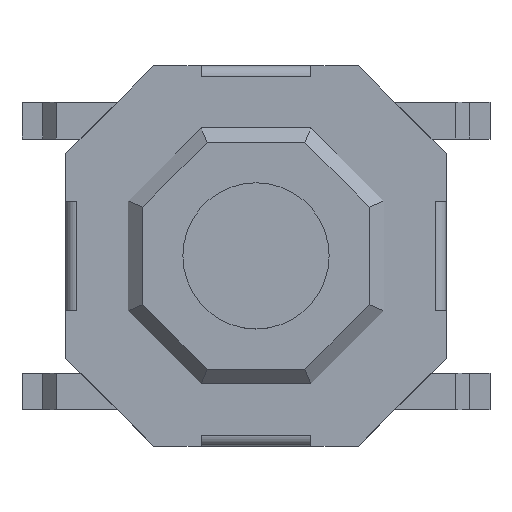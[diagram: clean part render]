
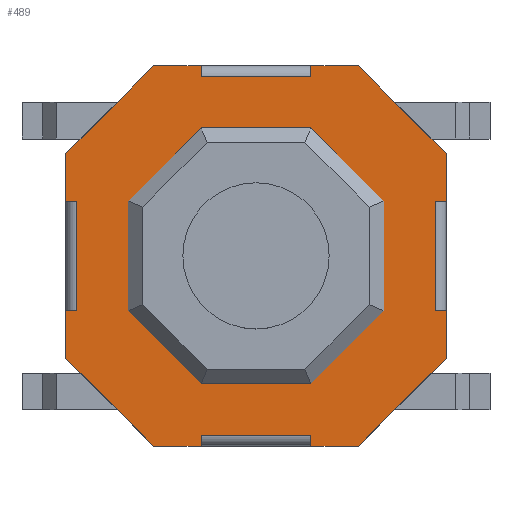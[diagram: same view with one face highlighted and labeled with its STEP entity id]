
A CAD part, top view. The second image highlights one B-rep face of the part: STEP entity #489.
In plain terms, the highlighted planar face has unit normal (0, 0, 1).
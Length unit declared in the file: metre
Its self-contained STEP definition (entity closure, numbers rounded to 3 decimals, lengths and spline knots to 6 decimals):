
#489=ADVANCED_FACE('0:1319',(#775,#776),#777,.F.);
#775=FACE_OUTER_BOUND('',#1143,.T.);
#776=FACE_BOUND('',#1144,.T.);
#777=PLANE('',#1145);
#1143=EDGE_LOOP('',(#1851,#1852,#1853,#1854,#1855,#1856,#1857,#1858,#1859,#1860,#1861,#1862,#1863,#1864,#1865,#1866,#1867,#1868,#1869,#1870,#1871,#1872,#1873,#1874));
#1144=EDGE_LOOP('',(#1875,#1876,#1877,#1878,#1879,#1880,#1881,#1882));
#1145=AXIS2_PLACEMENT_3D('',#1883,#1884,#1885);
#1851=ORIENTED_EDGE('',*,*,#2608,.T.);
#1852=ORIENTED_EDGE('',*,*,#2609,.T.);
#1853=ORIENTED_EDGE('',*,*,#2610,.T.);
#1854=ORIENTED_EDGE('',*,*,#2611,.T.);
#1855=ORIENTED_EDGE('',*,*,#2612,.T.);
#1856=ORIENTED_EDGE('',*,*,#2613,.T.);
#1857=ORIENTED_EDGE('',*,*,#2614,.T.);
#1858=ORIENTED_EDGE('',*,*,#2615,.T.);
#1859=ORIENTED_EDGE('',*,*,#2616,.T.);
#1860=ORIENTED_EDGE('',*,*,#2617,.T.);
#1861=ORIENTED_EDGE('',*,*,#2618,.T.);
#1862=ORIENTED_EDGE('',*,*,#2619,.T.);
#1863=ORIENTED_EDGE('',*,*,#2620,.T.);
#1864=ORIENTED_EDGE('',*,*,#2621,.T.);
#1865=ORIENTED_EDGE('',*,*,#2622,.T.);
#1866=ORIENTED_EDGE('',*,*,#2623,.T.);
#1867=ORIENTED_EDGE('',*,*,#2624,.T.);
#1868=ORIENTED_EDGE('',*,*,#2625,.T.);
#1869=ORIENTED_EDGE('',*,*,#2626,.T.);
#1870=ORIENTED_EDGE('',*,*,#2627,.T.);
#1871=ORIENTED_EDGE('',*,*,#2628,.T.);
#1872=ORIENTED_EDGE('',*,*,#2629,.T.);
#1873=ORIENTED_EDGE('',*,*,#2630,.T.);
#1874=ORIENTED_EDGE('',*,*,#2631,.T.);
#1875=ORIENTED_EDGE('',*,*,#2632,.F.);
#1876=ORIENTED_EDGE('',*,*,#2633,.F.);
#1877=ORIENTED_EDGE('',*,*,#2634,.F.);
#1878=ORIENTED_EDGE('',*,*,#2635,.F.);
#1879=ORIENTED_EDGE('',*,*,#2636,.F.);
#1880=ORIENTED_EDGE('',*,*,#2637,.F.);
#1881=ORIENTED_EDGE('',*,*,#2638,.F.);
#1882=ORIENTED_EDGE('',*,*,#2639,.F.);
#1883=CARTESIAN_POINT('',(0.0,0.0,0.0001));
#1884=DIRECTION('',(0.0,0.0,-1.0));
#1885=DIRECTION('',(0.0,-1.0,0.0));
#2608=EDGE_CURVE('0:2093',#4032,#4033,#4034,.T.);
#2609=EDGE_CURVE('0:2096',#4033,#4035,#4036,.T.);
#2610=EDGE_CURVE('0:2099',#4035,#4037,#4038,.T.);
#2611=EDGE_CURVE('0:2102',#4037,#4039,#4040,.T.);
#2612=EDGE_CURVE('0:2105',#4039,#4041,#4042,.T.);
#2613=EDGE_CURVE('0:2108',#4041,#4043,#4044,.T.);
#2614=EDGE_CURVE('0:2111',#4043,#4045,#4046,.T.);
#2615=EDGE_CURVE('0:2114',#4045,#4047,#4048,.T.);
#2616=EDGE_CURVE('0:2117',#4047,#4049,#4050,.T.);
#2617=EDGE_CURVE('0:2120',#4049,#4051,#4052,.T.);
#2618=EDGE_CURVE('0:2123',#4051,#4053,#4054,.T.);
#2619=EDGE_CURVE('0:2126',#4053,#4055,#4056,.T.);
#2620=EDGE_CURVE('0:2129',#4055,#4057,#4058,.T.);
#2621=EDGE_CURVE('0:2132',#4057,#4059,#4060,.T.);
#2622=EDGE_CURVE('0:2135',#4059,#4061,#4062,.T.);
#2623=EDGE_CURVE('0:2138',#4061,#4063,#4064,.T.);
#2624=EDGE_CURVE('0:2141',#4063,#4065,#4066,.T.);
#2625=EDGE_CURVE('0:2144',#4065,#4067,#4068,.T.);
#2626=EDGE_CURVE('0:2147',#4067,#4069,#4070,.T.);
#2627=EDGE_CURVE('0:2150',#4069,#4071,#4072,.T.);
#2628=EDGE_CURVE('0:2153',#4071,#4073,#4074,.T.);
#2629=EDGE_CURVE('0:2156',#4073,#4075,#4076,.T.);
#2630=EDGE_CURVE('0:2159',#4075,#4077,#4078,.T.);
#2631=EDGE_CURVE('0:2162',#4077,#4032,#4079,.T.);
#2632=EDGE_CURVE('0:2330',#4080,#4081,#4082,.T.);
#2633=EDGE_CURVE('0:2333',#4083,#4080,#4084,.T.);
#2634=EDGE_CURVE('0:2336',#4085,#4083,#4086,.T.);
#2635=EDGE_CURVE('0:2339',#4087,#4085,#4088,.T.);
#2636=EDGE_CURVE('0:2342',#4089,#4087,#4090,.T.);
#2637=EDGE_CURVE('0:2345',#4091,#4089,#4092,.T.);
#2638=EDGE_CURVE('0:2348',#4093,#4091,#4094,.T.);
#2639=EDGE_CURVE('0:2351',#4081,#4093,#4095,.T.);
#4032=VERTEX_POINT('NONE',#4860);
#4033=VERTEX_POINT('NONE',#4861);
#4034=LINE('',#4862,#4863);
#4035=VERTEX_POINT('NONE',#4864);
#4036=LINE('',#4865,#4866);
#4037=VERTEX_POINT('NONE',#4867);
#4038=LINE('',#4868,#4869);
#4039=VERTEX_POINT('NONE',#4870);
#4040=LINE('',#4871,#4872);
#4041=VERTEX_POINT('NONE',#4873);
#4042=LINE('',#4874,#4875);
#4043=VERTEX_POINT('NONE',#4876);
#4044=LINE('',#4877,#4878);
#4045=VERTEX_POINT('NONE',#4879);
#4046=LINE('',#4880,#4881);
#4047=VERTEX_POINT('NONE',#4882);
#4048=LINE('',#4883,#4884);
#4049=VERTEX_POINT('NONE',#4885);
#4050=LINE('',#4886,#4887);
#4051=VERTEX_POINT('NONE',#4888);
#4052=LINE('',#4889,#4890);
#4053=VERTEX_POINT('NONE',#4891);
#4054=LINE('',#4892,#4893);
#4055=VERTEX_POINT('NONE',#4894);
#4056=LINE('',#4895,#4896);
#4057=VERTEX_POINT('NONE',#4897);
#4058=LINE('',#4898,#4899);
#4059=VERTEX_POINT('NONE',#4900);
#4060=LINE('',#4901,#4902);
#4061=VERTEX_POINT('NONE',#4903);
#4062=LINE('',#4904,#4905);
#4063=VERTEX_POINT('NONE',#4906);
#4064=LINE('',#4907,#4908);
#4065=VERTEX_POINT('NONE',#4909);
#4066=LINE('',#4910,#4911);
#4067=VERTEX_POINT('NONE',#4912);
#4068=LINE('',#4913,#4914);
#4069=VERTEX_POINT('NONE',#4915);
#4070=LINE('',#4916,#4917);
#4071=VERTEX_POINT('NONE',#4918);
#4072=LINE('',#4919,#4920);
#4073=VERTEX_POINT('NONE',#4921);
#4074=LINE('',#4922,#4923);
#4075=VERTEX_POINT('NONE',#4924);
#4076=LINE('',#4925,#4926);
#4077=VERTEX_POINT('NONE',#4927);
#4078=LINE('',#4928,#4929);
#4079=LINE('',#4930,#4931);
#4080=VERTEX_POINT('NONE',#4932);
#4081=VERTEX_POINT('NONE',#4933);
#4082=LINE('',#4934,#4935);
#4083=VERTEX_POINT('NONE',#4936);
#4084=LINE('',#4937,#4938);
#4085=VERTEX_POINT('NONE',#4939);
#4086=LINE('',#4940,#4941);
#4087=VERTEX_POINT('NONE',#4942);
#4088=LINE('',#4943,#4944);
#4089=VERTEX_POINT('NONE',#4945);
#4090=LINE('',#4946,#4947);
#4091=VERTEX_POINT('NONE',#4948);
#4092=LINE('',#4949,#4950);
#4093=VERTEX_POINT('NONE',#4951);
#4094=LINE('',#4952,#4953);
#4095=LINE('',#4954,#4955);
#4860=CARTESIAN_POINT('',(-0.0026,0.00075,0.0001));
#4861=CARTESIAN_POINT('',(-0.00245,0.00075,0.0001));
#4862=CARTESIAN_POINT('',(-0.0026,0.00075,0.0001));
#4863=VECTOR('',#5784,1.0);
#4864=CARTESIAN_POINT('',(-0.00245,-0.00075,0.0001));
#4865=CARTESIAN_POINT('',(-0.00245,0.00075,0.0001));
#4866=VECTOR('',#5785,1.0);
#4867=CARTESIAN_POINT('',(-0.0026,-0.00075,0.0001));
#4868=CARTESIAN_POINT('',(-0.00245,-0.00075,0.0001));
#4869=VECTOR('',#5786,1.0);
#4870=CARTESIAN_POINT('',(-0.0026,-0.0014,0.0001));
#4871=CARTESIAN_POINT('',(-0.0026,-0.00075,0.0001));
#4872=VECTOR('',#5787,1.0);
#4873=CARTESIAN_POINT('',(-0.0014,-0.0026,0.0001));
#4874=CARTESIAN_POINT('',(-0.0026,-0.0014,0.0001));
#4875=VECTOR('',#5788,1.0);
#4876=CARTESIAN_POINT('',(-0.00075,-0.0026,0.0001));
#4877=CARTESIAN_POINT('',(-0.0014,-0.0026,0.0001));
#4878=VECTOR('',#5789,1.0);
#4879=CARTESIAN_POINT('',(-0.00075,-0.00245,0.0001));
#4880=CARTESIAN_POINT('',(-0.00075,-0.0026,0.0001));
#4881=VECTOR('',#5790,1.0);
#4882=CARTESIAN_POINT('',(0.00075,-0.00245,0.0001));
#4883=CARTESIAN_POINT('',(-0.00075,-0.00245,0.0001));
#4884=VECTOR('',#5791,1.0);
#4885=CARTESIAN_POINT('',(0.00075,-0.0026,0.0001));
#4886=CARTESIAN_POINT('',(0.00075,-0.00245,0.0001));
#4887=VECTOR('',#5792,1.0);
#4888=CARTESIAN_POINT('',(0.0014,-0.0026,0.0001));
#4889=CARTESIAN_POINT('',(0.00075,-0.0026,0.0001));
#4890=VECTOR('',#5793,1.0);
#4891=CARTESIAN_POINT('',(0.0026,-0.0014,0.0001));
#4892=CARTESIAN_POINT('',(0.0014,-0.0026,0.0001));
#4893=VECTOR('',#5794,1.0);
#4894=CARTESIAN_POINT('',(0.0026,-0.00075,0.0001));
#4895=CARTESIAN_POINT('',(0.0026,-0.0014,0.0001));
#4896=VECTOR('',#5795,1.0);
#4897=CARTESIAN_POINT('',(0.00245,-0.00075,0.0001));
#4898=CARTESIAN_POINT('',(0.0026,-0.00075,0.0001));
#4899=VECTOR('',#5796,1.0);
#4900=CARTESIAN_POINT('',(0.00245,0.00075,0.0001));
#4901=CARTESIAN_POINT('',(0.00245,-0.00075,0.0001));
#4902=VECTOR('',#5797,1.0);
#4903=CARTESIAN_POINT('',(0.0026,0.00075,0.0001));
#4904=CARTESIAN_POINT('',(0.00245,0.00075,0.0001));
#4905=VECTOR('',#5798,1.0);
#4906=CARTESIAN_POINT('',(0.0026,0.0014,0.0001));
#4907=CARTESIAN_POINT('',(0.0026,0.00075,0.0001));
#4908=VECTOR('',#5799,1.0);
#4909=CARTESIAN_POINT('',(0.0014,0.0026,0.0001));
#4910=CARTESIAN_POINT('',(0.0026,0.0014,0.0001));
#4911=VECTOR('',#5800,1.0);
#4912=CARTESIAN_POINT('',(0.00075,0.0026,0.0001));
#4913=CARTESIAN_POINT('',(0.0014,0.0026,0.0001));
#4914=VECTOR('',#5801,1.0);
#4915=CARTESIAN_POINT('',(0.00075,0.00245,0.0001));
#4916=CARTESIAN_POINT('',(0.00075,0.00245,0.0001));
#4917=VECTOR('',#5802,1.0);
#4918=CARTESIAN_POINT('',(-0.00075,0.00245,0.0001));
#4919=CARTESIAN_POINT('',(-0.00075,0.00245,0.0001));
#4920=VECTOR('',#5803,1.0);
#4921=CARTESIAN_POINT('',(-0.00075,0.0026,0.0001));
#4922=CARTESIAN_POINT('',(-0.00075,0.0026,0.0001));
#4923=VECTOR('',#5804,1.0);
#4924=CARTESIAN_POINT('',(-0.0014,0.0026,0.0001));
#4925=CARTESIAN_POINT('',(-0.00075,0.0026,0.0001));
#4926=VECTOR('',#5805,1.0);
#4927=CARTESIAN_POINT('',(-0.0026,0.0014,0.0001));
#4928=CARTESIAN_POINT('',(-0.0014,0.0026,0.0001));
#4929=VECTOR('',#5806,1.0);
#4930=CARTESIAN_POINT('',(-0.0026,0.0014,0.0001));
#4931=VECTOR('',#5807,1.0);
#4932=CARTESIAN_POINT('',(-0.00075,0.00175,0.0001));
#4933=CARTESIAN_POINT('',(-0.00175,0.00075,0.0001));
#4934=CARTESIAN_POINT('',(-0.00175,0.00075,0.0001));
#4935=VECTOR('',#5808,1.0);
#4936=CARTESIAN_POINT('',(0.00075,0.00175,0.0001));
#4937=CARTESIAN_POINT('',(-0.00075,0.00175,0.0001));
#4938=VECTOR('',#5809,1.0);
#4939=CARTESIAN_POINT('',(0.00175,0.00075,0.0001));
#4940=CARTESIAN_POINT('',(0.00075,0.00175,0.0001));
#4941=VECTOR('',#5810,1.0);
#4942=CARTESIAN_POINT('',(0.00175,-0.00075,0.0001));
#4943=CARTESIAN_POINT('',(0.00175,0.00075,0.0001));
#4944=VECTOR('',#5811,1.0);
#4945=CARTESIAN_POINT('',(0.00075,-0.00175,0.0001));
#4946=CARTESIAN_POINT('',(0.00175,-0.00075,0.0001));
#4947=VECTOR('',#5812,1.0);
#4948=CARTESIAN_POINT('',(-0.00075,-0.00175,0.0001));
#4949=CARTESIAN_POINT('',(0.00075,-0.00175,0.0001));
#4950=VECTOR('',#5813,1.0);
#4951=CARTESIAN_POINT('',(-0.00175,-0.00075,0.0001));
#4952=CARTESIAN_POINT('',(-0.00075,-0.00175,0.0001));
#4953=VECTOR('',#5814,1.0);
#4954=CARTESIAN_POINT('',(-0.00175,-0.00075,0.0001));
#4955=VECTOR('',#5815,1.0);
#5784=DIRECTION('',(1.0,0.0,0.0));
#5785=DIRECTION('',(0.0,-1.0,0.0));
#5786=DIRECTION('',(-1.0,0.0,0.0));
#5787=DIRECTION('',(0.,-1.0,0.0));
#5788=DIRECTION('',(0.707,-0.707,0.0));
#5789=DIRECTION('',(1.0,0.,0.0));
#5790=DIRECTION('',(0.,1.0,0.0));
#5791=DIRECTION('',(1.0,0.0,0.0));
#5792=DIRECTION('',(0.,-1.0,0.0));
#5793=DIRECTION('',(1.0,0.0,0.0));
#5794=DIRECTION('',(0.707,0.707,0.0));
#5795=DIRECTION('',(0.0,1.0,0.0));
#5796=DIRECTION('',(-1.0,0.0,0.0));
#5797=DIRECTION('',(0.0,1.0,0.0));
#5798=DIRECTION('',(1.0,0.0,0.0));
#5799=DIRECTION('',(0.0,1.0,0.0));
#5800=DIRECTION('',(-0.707,0.707,0.0));
#5801=DIRECTION('',(-1.0,0.,0.0));
#5802=DIRECTION('',(-0.0,-1.0,-0.0));
#5803=DIRECTION('',(-1.0,-0.0,-0.0));
#5804=DIRECTION('',(0.,1.0,-0.0));
#5805=DIRECTION('',(-1.0,0.,0.0));
#5806=DIRECTION('',(-0.707,-0.707,0.0));
#5807=DIRECTION('',(0.,-1.0,0.0));
#5808=DIRECTION('',(-0.707,-0.707,-0.0));
#5809=DIRECTION('',(-1.0,-0.0,-0.0));
#5810=DIRECTION('',(-0.707,0.707,-0.0));
#5811=DIRECTION('',(0.,1.0,-0.0));
#5812=DIRECTION('',(0.707,0.707,-0.0));
#5813=DIRECTION('',(1.0,-0.0,-0.0));
#5814=DIRECTION('',(0.707,-0.707,-0.0));
#5815=DIRECTION('',(0.,-1.0,-0.0));
